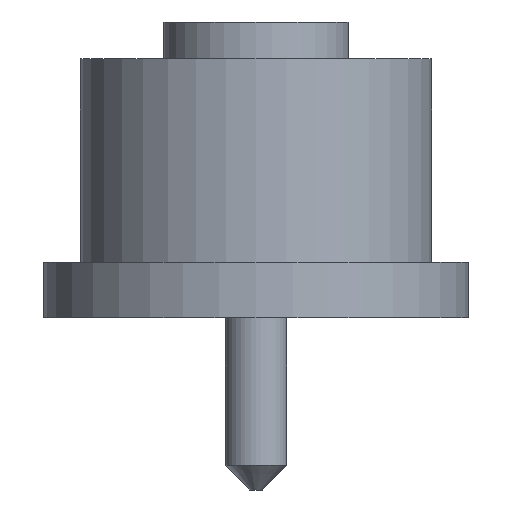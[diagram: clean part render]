
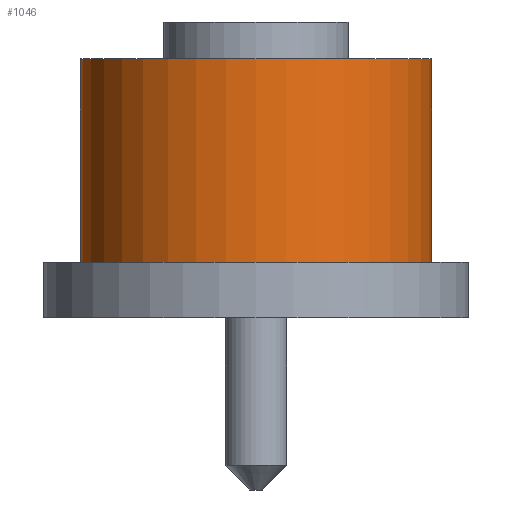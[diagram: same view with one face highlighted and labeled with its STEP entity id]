
A CAD part, front view. The second image highlights one B-rep face of the part: STEP entity #1046.
In plain terms, the highlighted cylindrical face has radius 2.85 mm (diameter 5.7 mm), a partial arc.
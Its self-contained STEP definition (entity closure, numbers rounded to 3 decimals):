
#154=FACE_OUTER_BOUND('',#250,.T.);
#250=EDGE_LOOP('',(#820,#821,#822,#823));
#341=LINE('',#1821,#399);
#342=LINE('',#1823,#400);
#399=VECTOR('',#1453,10.);
#400=VECTOR('',#1456,10.);
#455=CIRCLE('',#1192,2.85);
#461=CIRCLE('',#1204,2.85);
#530=VERTEX_POINT('',#1765);
#533=VERTEX_POINT('',#1770);
#542=VERTEX_POINT('',#1798);
#543=VERTEX_POINT('',#1800);
#625=EDGE_CURVE('',#533,#530,#455,.T.);
#638=EDGE_CURVE('',#542,#543,#461,.T.);
#649=EDGE_CURVE('',#542,#530,#341,.T.);
#650=EDGE_CURVE('',#543,#533,#342,.T.);
#820=ORIENTED_EDGE('',*,*,#638,.F.);
#821=ORIENTED_EDGE('',*,*,#649,.T.);
#822=ORIENTED_EDGE('',*,*,#625,.F.);
#823=ORIENTED_EDGE('',*,*,#650,.F.);
#1000=CYLINDRICAL_SURFACE('',#1212,2.85);
#1046=ADVANCED_FACE('',(#154),#1000,.T.);
#1192=AXIS2_PLACEMENT_3D('',#1772,#1400,#1401);
#1204=AXIS2_PLACEMENT_3D('',#1801,#1431,#1432);
#1212=AXIS2_PLACEMENT_3D('',#1822,#1454,#1455);
#1400=DIRECTION('center_axis',(0.,0.,-1.));
#1401=DIRECTION('ref_axis',(-1.,0.,0.));
#1431=DIRECTION('center_axis',(0.,0.,1.));
#1432=DIRECTION('ref_axis',(-1.,0.,0.));
#1453=DIRECTION('',(0.,0.,-1.));
#1454=DIRECTION('center_axis',(0.,0.,-1.));
#1455=DIRECTION('ref_axis',(-1.,0.,0.));
#1456=DIRECTION('',(0.,0.,-1.));
#1765=CARTESIAN_POINT('',(0.6,-36.035,-3.3));
#1770=CARTESIAN_POINT('',(6.3,-36.035,-3.3));
#1772=CARTESIAN_POINT('Origin',(3.45,-36.035,-3.3));
#1798=CARTESIAN_POINT('',(0.6,-36.035,0.));
#1800=CARTESIAN_POINT('',(6.3,-36.035,0.));
#1801=CARTESIAN_POINT('Origin',(3.45,-36.035,0.));
#1821=CARTESIAN_POINT('',(0.6,-36.035,0.));
#1822=CARTESIAN_POINT('Origin',(3.45,-36.035,0.));
#1823=CARTESIAN_POINT('',(6.3,-36.035,0.));
